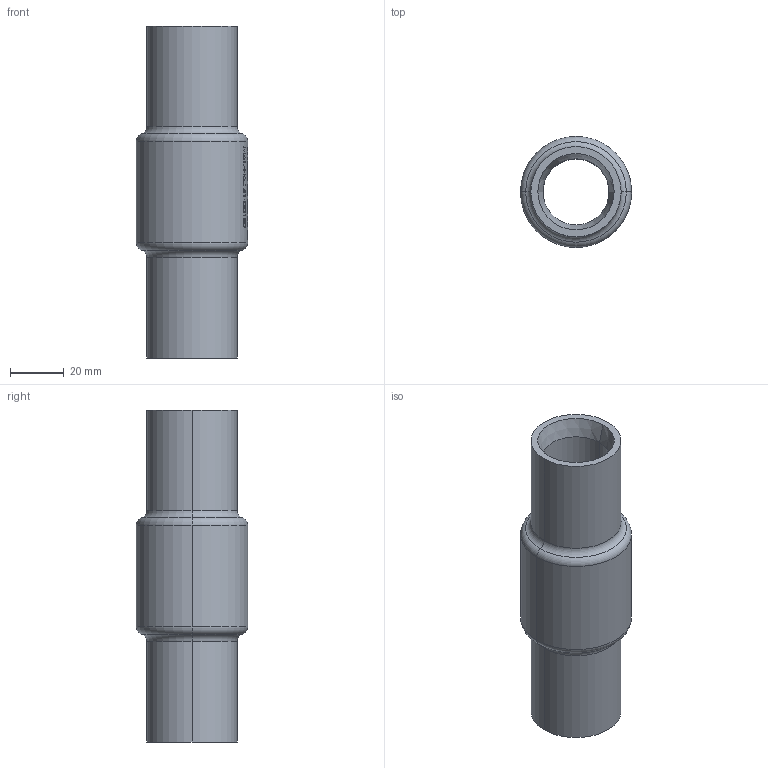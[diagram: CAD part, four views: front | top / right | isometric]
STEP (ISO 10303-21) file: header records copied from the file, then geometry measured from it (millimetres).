
FILE_DESCRIPTION (( 'STEP AP214' ), '1' );
FILE_NAME ('7110000_DN025_ PN25_51420180.STEP', '2022-02-25T09:58:15', ( 'axxx' ), ( 'Hewlett-Packard Company' ), 'SwSTEP 2.0', 'SolidWorks 2019', '' );
FILE_SCHEMA (( 'AUTOMOTIVE_DESIGN' ));
Length unit declared in the file: millimetre
Products named in the file (1): 7110000_DN025_ PN25_51420180
Bounding box: 41.5 x 41.5 x 124 mm (x, y, z)
Volume: 69858.8 mm3; surface area: 26904.9 mm2
Topology: 1 solids, 1 shells, 506 faces, 1310 edges, 868 vertices
Faces by surface type: plane 242, bspline 224, cylinder 28, torus 8, cone 4
Entity records: 27736 total; most frequent: CARTESIAN_POINT 16903, ORIENTED_EDGE 2620, DIRECTION 1478, EDGE_CURVE 1310, VERTEX_POINT 868, LINE 724, VECTOR 724, EDGE_LOOP 570
